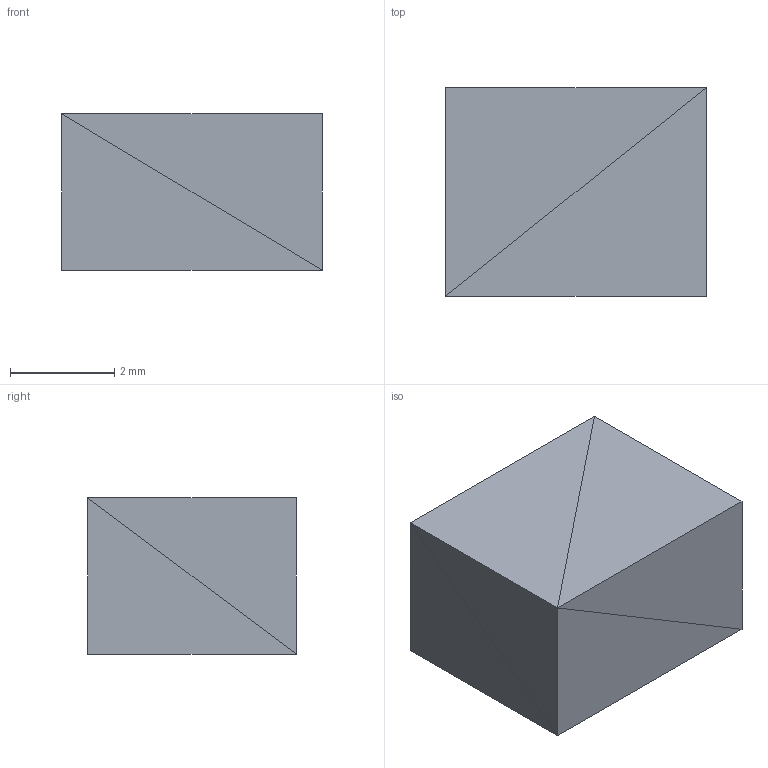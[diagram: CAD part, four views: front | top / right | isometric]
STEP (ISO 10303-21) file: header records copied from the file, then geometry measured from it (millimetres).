
FILE_DESCRIPTION(/* description */ ('Box part to test AP242 and AP238'),/* implementation_level */ '2;1');
FILE_NAME(/* name */ 'Box',/* time_stamp */ '2019-09-23T17:25:31-6:00',/* author */ ('Lipman'),/* organization */ ('NIST'),/* preprocessor_version */ '',/* originating_system */ '',/* authorisation */ '');
FILE_SCHEMA (('AP242_MANAGED_MODEL_BASED_3D_ENGINEERING_MIM_LF'));
Length unit declared in the file: millimetre
Bounding box: 5 x 4 x 3 mm (x, y, z)
Volume: 60 mm3; surface area: 94 mm2
Topology: 1 solids, 1 shells, 12 faces, 18 edges, 8 vertices
Faces by surface type: plane 12
Entity records: 183 total; most frequent: ORIENTED_EDGE 36, LINE 18, EDGE_CURVE 18, EDGE_LOOP 12, FACE_BOUND 12, ADVANCED_FACE 12, DIRECTION 11, CARTESIAN_POINT 8
